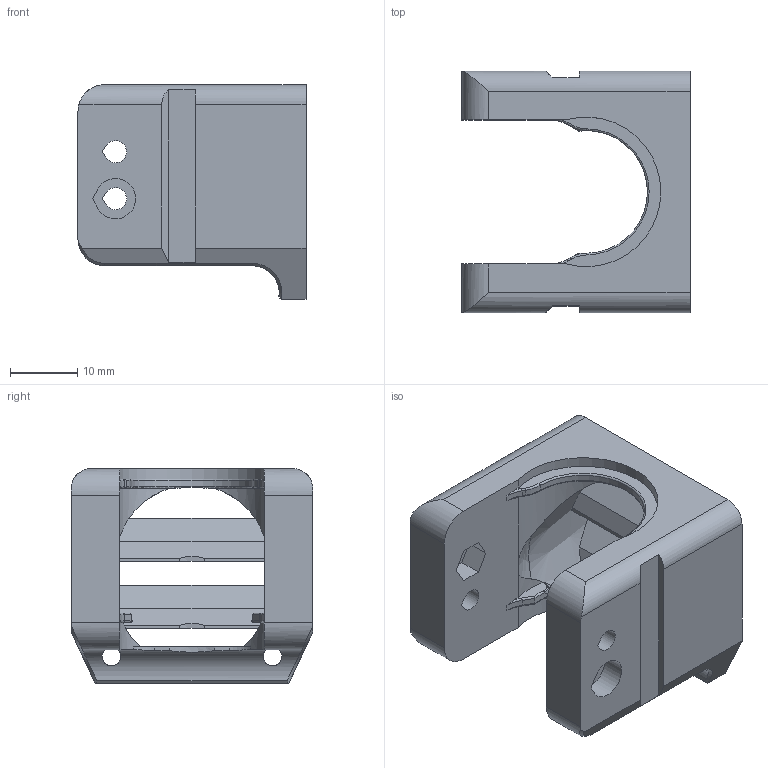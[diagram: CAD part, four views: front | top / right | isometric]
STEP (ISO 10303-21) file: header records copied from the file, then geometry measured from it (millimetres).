
FILE_DESCRIPTION(/* description */ (''),/* implementation_level */ '2;1');
FILE_NAME(/* name */ '30mm_clip_with_venturi_v3_50_mod.stp',/* time_stamp */ '2021-07-28T20:28:09+08:00',/* author */ ('BWChen'),/* organization */ (''),/* preprocessor_version */ 'ST-DEVELOPER v16.5',/* originating_system */ 'Autodesk Inventor 2017',/* authorisation */ '');
FILE_SCHEMA (('AUTOMOTIVE_DESIGN { 1 0 10303 214 3 1 1 }'));
Length unit declared in the file: millimetre
Products named in the file (1): 30mm_clip_with_venturi_v3_50_mod
Bounding box: 34 x 36 x 32 mm (x, y, z)
Volume: 13142.8 mm3; surface area: 7675.8 mm2
Topology: 1 solids, 1 shells, 169 faces, 483 edges, 311 vertices
Faces by surface type: plane 87, cylinder 45, bspline 18, torus 18, cone 1
Full cylindrical faces by diameter (mm): 2.8 x4
Entity records: 6646 total; most frequent: CARTESIAN_POINT 2292, ORIENTED_EDGE 942, DIRECTION 854, EDGE_CURVE 471, VERTEX_POINT 309, AXIS2_PLACEMENT_3D 304, LINE 246, VECTOR 246
